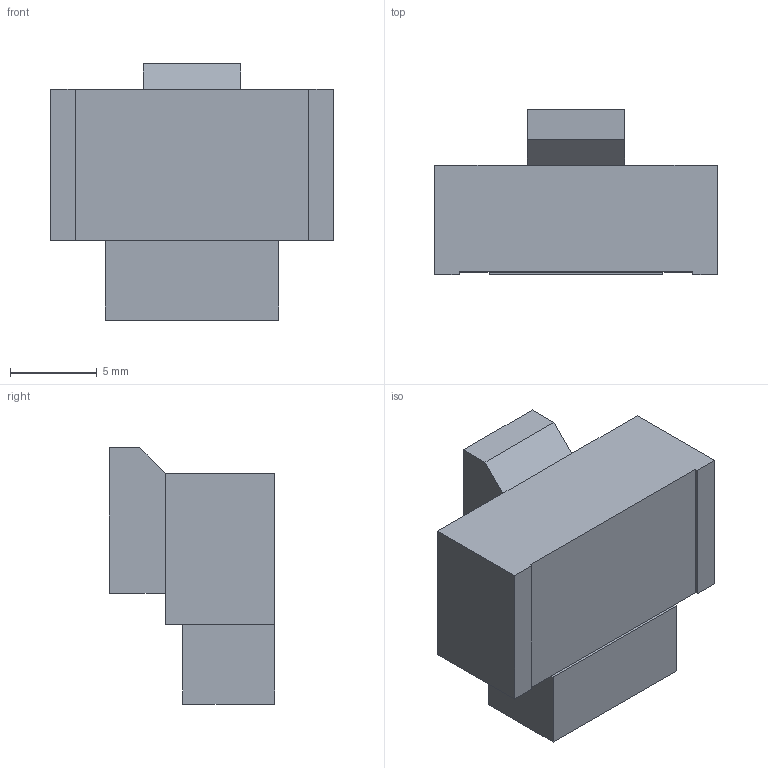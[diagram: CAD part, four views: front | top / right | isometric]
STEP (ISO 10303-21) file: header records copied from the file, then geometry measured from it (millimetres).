
FILE_SCHEMA (('AUTOMOTIVE_DESIGN { 1 0 10303 214 3 1 1 }'));
Length unit declared in the file: millimetre
Products named in the file (1): 1054052110
Bounding box: 16.24 x 9.49 x 14.73 mm (x, y, z)
Volume: 1254.7 mm3; surface area: 835.9 mm2
Topology: 1 solids, 1 shells, 22 faces, 56 edges, 36 vertices
Faces by surface type: plane 22
Entity records: 731 total; most frequent: CARTESIAN_POINT 115, ORIENTED_EDGE 112, DIRECTION 102, LINE 56, VECTOR 56, EDGE_CURVE 56, VERTEX_POINT 36, STYLED_ITEM 23
